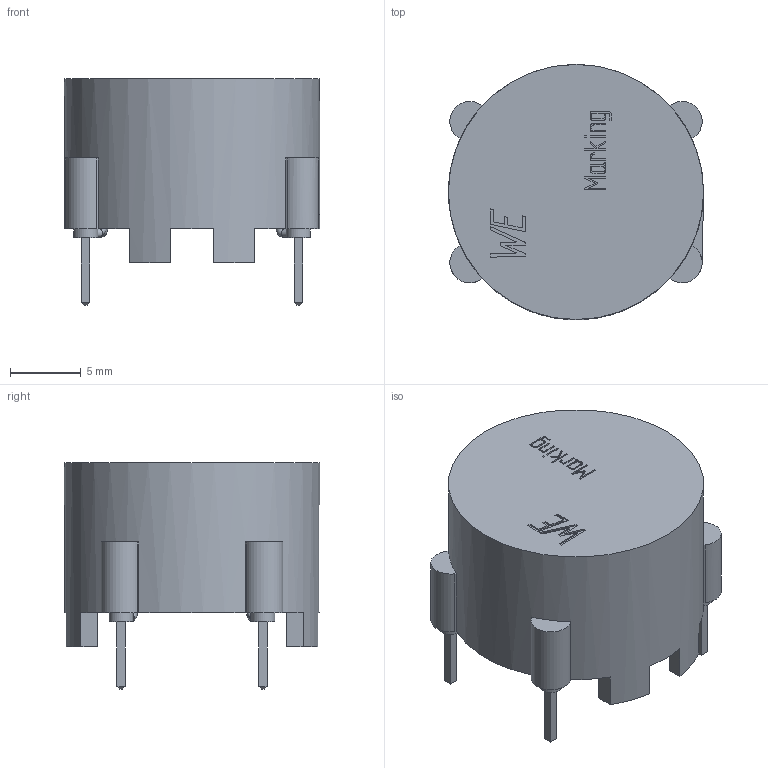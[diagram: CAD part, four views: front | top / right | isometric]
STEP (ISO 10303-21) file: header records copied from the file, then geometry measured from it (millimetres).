
FILE_DESCRIPTION( ( 'Unknown' ), '1' );
FILE_NAME( '744662xxxx_SH.stp', 'Unknown', ( 'Unknown' ), ( 'Unknown' ), 'PSStep 19.0.9', 'Unknown', ' ' );
FILE_SCHEMA( ( 'AUTOMOTIVE_DESIGN { 1 0 10303 214 1 1 1 1 }' ) );
Length unit declared in the file: millimetre
Products named in the file (7): Assem1; Pin; housing; Bar
Assembly tree (9 placements, depth 2):
  Assem1
    Pin  x4
    housing
    housing
    housing
    housing
    Bar
Bounding box: 18 x 18 x 16 mm (x, y, z)
Volume: 1480 mm3; surface area: 3120 mm2
Topology: 9 solids, 9 shells, 439 faces, 1008 edges, 612 vertices
Faces by surface type: plane 240, cylinder 101, torus 52, bspline 32, extrusion 14
Full cylindrical faces by diameter (mm): 0.6 x82, 1.7 x4, 7 x1, 13 x1, 16 x1, 18 x1
Entity records: 20149 total; most frequent: CARTESIAN_POINT 9117, DIRECTION 1496, ORIENTED_EDGE 1460, EDGE_CURVE 730, EDGE_LOOP 580, AXIS2_PLACEMENT_3D 576, FACE_OUTER_BOUND 559, VERTEX_POINT 544
